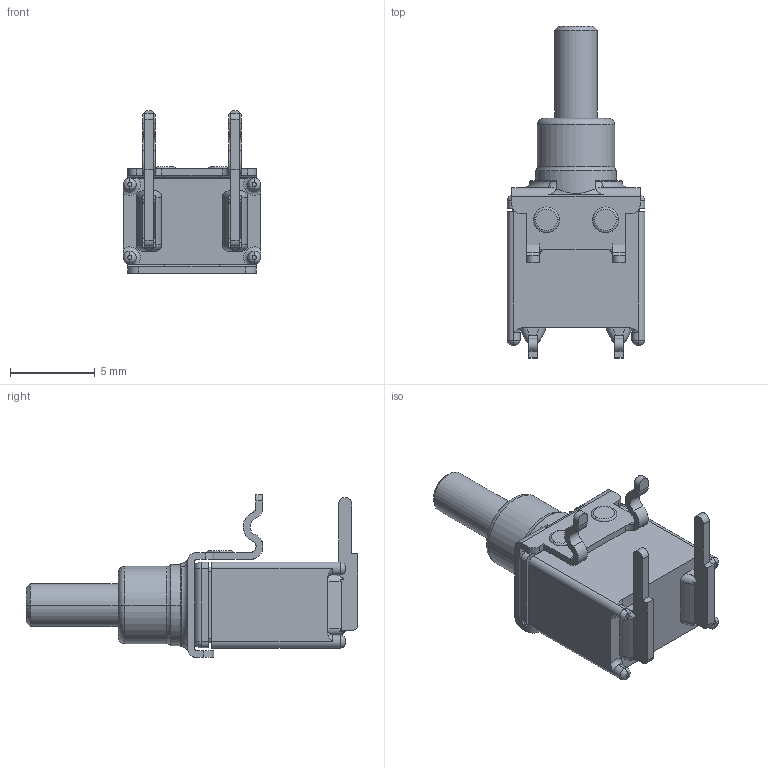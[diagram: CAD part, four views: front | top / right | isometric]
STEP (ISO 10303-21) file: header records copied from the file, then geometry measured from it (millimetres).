
FILE_DESCRIPTION((''),'2;1');
FILE_NAME('EP11SD1A_SW0001_PRT','2013-10-09T',('jtrepler'),(''),'PRO/ENGINEER BY PARAMETRIC TECHNOLOGY CORPORATION, 2011410','PRO/ENGINEER BY PARAMETRIC TECHNOLOGY CORPORATION, 2011410','');
FILE_SCHEMA(('AUTOMOTIVE_DESIGN_CC2 { 1 2 10303 214 -1 1 5 2 }'));
Length unit declared in the file: inch
Products named in the file (1): EP11SD1A_SW0001_PRT
Bounding box: 8.13 x 19.61 x 9.63 mm (x, y, z)
Volume: 284 mm3; surface area: 966.3 mm2
Topology: 2 solids, 2 shells, 365 faces, 980 edges, 618 vertices
Faces by surface type: plane 193, cylinder 110, torus 26, bspline 20, sphere 14, cone 2
Entity records: 12690 total; most frequent: CARTESIAN_POINT 3554, ORIENTED_EDGE 1960, DIRECTION 1854, EDGE_CURVE 980, AXIS2_PLACEMENT_3D 635, VERTEX_POINT 618, VECTOR 584, LINE 584
